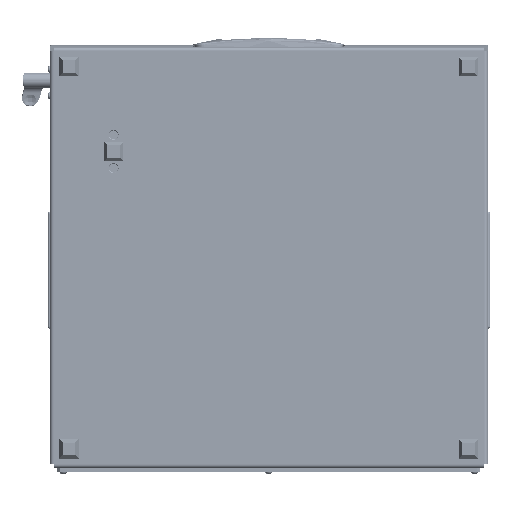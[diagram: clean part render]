
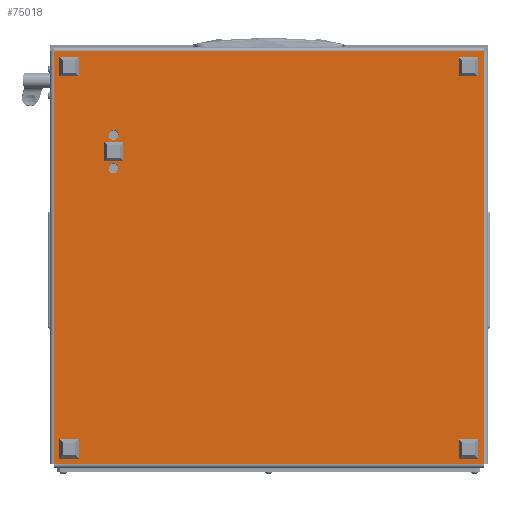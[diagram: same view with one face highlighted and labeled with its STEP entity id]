
A CAD part, front view. The second image highlights one B-rep face of the part: STEP entity #75018.
In plain terms, the highlighted face is planar.
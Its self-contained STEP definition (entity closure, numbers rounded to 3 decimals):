
#1119 = VECTOR ( 'NONE', #66396, 1000. ) ;
#1663 = EDGE_CURVE ( 'NONE', #15204, #35288, #105882, .T. ) ;
#1785 = DIRECTION ( 'NONE',  ( -1., 0., 0. ) ) ;
#2548 = CARTESIAN_POINT ( 'NONE',  ( 436., 0., 0. ) ) ;
#2795 = VERTEX_POINT ( 'NONE', #71312 ) ;
#5019 = EDGE_CURVE ( 'NONE', #11498, #9803, #17208, .T. ) ;
#7178 = DIRECTION ( 'NONE',  ( 0., 0., -1. ) ) ;
#9803 = VERTEX_POINT ( 'NONE', #16224 ) ;
#11498 = VERTEX_POINT ( 'NONE', #86681 ) ;
#11990 = LINE ( 'NONE', #85482, #58246 ) ;
#12900 = DIRECTION ( 'NONE',  ( -1., 0., 0. ) ) ;
#15204 = VERTEX_POINT ( 'NONE', #66427 ) ;
#15581 = ORIENTED_EDGE ( 'NONE', *, *, #5019, .F. ) ;
#16224 = CARTESIAN_POINT ( 'NONE',  ( 130.2, 389., 0. ) ) ;
#17208 = CIRCLE ( 'NONE', #64903, 5.2 ) ;
#18848 = AXIS2_PLACEMENT_3D ( 'NONE', #109280, #93109, #57416 ) ;
#19549 = CIRCLE ( 'NONE', #50994, 5.2 ) ;
#19727 = FACE_BOUND ( 'NONE', #75715, .T. ) ;
#21476 = VERTEX_POINT ( 'NONE', #30214 ) ;
#23922 = PLANE ( 'NONE',  #109229 ) ;
#28648 = VERTEX_POINT ( 'NONE', #65740 ) ;
#29960 = CARTESIAN_POINT ( 'NONE',  ( 436., 452., 0. ) ) ;
#30214 = CARTESIAN_POINT ( 'NONE',  ( 95.2, 389., 0. ) ) ;
#35006 = DIRECTION ( 'NONE',  ( -1., 0., 0. ) ) ;
#35288 = VERTEX_POINT ( 'NONE', #76246 ) ;
#36222 = EDGE_LOOP ( 'NONE', ( #15581, #110805 ) ) ;
#37206 = LINE ( 'NONE', #112971, #1119 ) ;
#38501 = ORIENTED_EDGE ( 'NONE', *, *, #50428, .T. ) ;
#45768 = EDGE_LOOP ( 'NONE', ( #38501, #82910, #58446, #50038 ) ) ;
#49231 = CARTESIAN_POINT ( 'NONE',  ( 125., 389., 0. ) ) ;
#49314 = VERTEX_POINT ( 'NONE', #2548 ) ;
#49713 = DIRECTION ( 'NONE',  ( 0., -1., 0. ) ) ;
#50038 = ORIENTED_EDGE ( 'NONE', *, *, #79596, .T. ) ;
#50428 = EDGE_CURVE ( 'NONE', #49314, #15204, #37206, .T. ) ;
#50994 = AXIS2_PLACEMENT_3D ( 'NONE', #54439, #7178, #35006 ) ;
#54439 = CARTESIAN_POINT ( 'NONE',  ( 90., 389., 0. ) ) ;
#54878 = VECTOR ( 'NONE', #49713, 1000. ) ;
#56329 = ORIENTED_EDGE ( 'NONE', *, *, #60001, .F. ) ;
#57416 = DIRECTION ( 'NONE',  ( -1., 0., 0. ) ) ;
#58246 = VECTOR ( 'NONE', #1785, 1000. ) ;
#58446 = ORIENTED_EDGE ( 'NONE', *, *, #105866, .F. ) ;
#58930 = DIRECTION ( 'NONE',  ( 0., 0., -1. ) ) ;
#60001 = EDGE_CURVE ( 'NONE', #2795, #21476, #76897, .T. ) ;
#64903 = AXIS2_PLACEMENT_3D ( 'NONE', #116784, #70767, #116392 ) ;
#65740 = CARTESIAN_POINT ( 'NONE',  ( 436., 452., 0. ) ) ;
#66396 = DIRECTION ( 'NONE',  ( -1., 0., 0. ) ) ;
#66427 = CARTESIAN_POINT ( 'NONE',  ( 2., 0., 0. ) ) ;
#70767 = DIRECTION ( 'NONE',  ( 0., 0., -1. ) ) ;
#71312 = CARTESIAN_POINT ( 'NONE',  ( 84.8, 389., 0. ) ) ;
#71323 = DIRECTION ( 'NONE',  ( -1., 0., 0. ) ) ;
#72778 = CARTESIAN_POINT ( 'NONE',  ( 2., 0., 0. ) ) ;
#75018 = ADVANCED_FACE ( 'NONE', ( #19727, #115219, #79059 ), #23922, .T. ) ;
#75715 = EDGE_LOOP ( 'NONE', ( #56329, #116448 ) ) ;
#76246 = CARTESIAN_POINT ( 'NONE',  ( 2., 452., 0. ) ) ;
#76515 = CIRCLE ( 'NONE', #103046, 5.2 ) ;
#76897 = CIRCLE ( 'NONE', #18848, 5.2 ) ;
#79059 = FACE_OUTER_BOUND ( 'NONE', #45768, .T. ) ;
#79596 = EDGE_CURVE ( 'NONE', #28648, #49314, #101239, .T. ) ;
#80207 = DIRECTION ( 'NONE',  ( 0., 0., -1. ) ) ;
#82910 = ORIENTED_EDGE ( 'NONE', *, *, #1663, .T. ) ;
#85482 = CARTESIAN_POINT ( 'NONE',  ( 0., 452., 0. ) ) ;
#86681 = CARTESIAN_POINT ( 'NONE',  ( 119.8, 389., 0. ) ) ;
#89084 = CARTESIAN_POINT ( 'NONE',  ( 0., 452., 0. ) ) ;
#93109 = DIRECTION ( 'NONE',  ( 0., 0., -1. ) ) ;
#99832 = DIRECTION ( 'NONE',  ( 0., 1., 0. ) ) ;
#101187 = EDGE_CURVE ( 'NONE', #9803, #11498, #76515, .T. ) ;
#101239 = LINE ( 'NONE', #29960, #54878 ) ;
#103046 = AXIS2_PLACEMENT_3D ( 'NONE', #49231, #58930, #12900 ) ;
#105866 = EDGE_CURVE ( 'NONE', #28648, #35288, #11990, .T. ) ;
#105882 = LINE ( 'NONE', #72778, #114532 ) ;
#109229 = AXIS2_PLACEMENT_3D ( 'NONE', #89084, #80207, #71323 ) ;
#109280 = CARTESIAN_POINT ( 'NONE',  ( 90., 389., 0. ) ) ;
#110452 = EDGE_CURVE ( 'NONE', #21476, #2795, #19549, .T. ) ;
#110805 = ORIENTED_EDGE ( 'NONE', *, *, #101187, .F. ) ;
#112971 = CARTESIAN_POINT ( 'NONE',  ( 436., 0., 0. ) ) ;
#114532 = VECTOR ( 'NONE', #99832, 1000. ) ;
#115219 = FACE_BOUND ( 'NONE', #36222, .T. ) ;
#116392 = DIRECTION ( 'NONE',  ( -1., 0., 0. ) ) ;
#116448 = ORIENTED_EDGE ( 'NONE', *, *, #110452, .F. ) ;
#116784 = CARTESIAN_POINT ( 'NONE',  ( 125., 389., 0. ) ) ;
